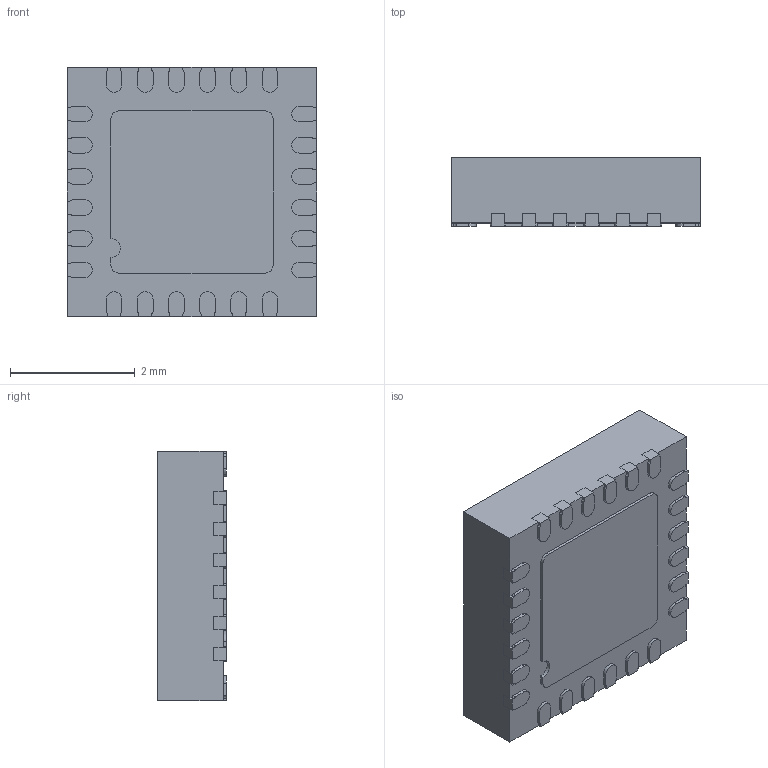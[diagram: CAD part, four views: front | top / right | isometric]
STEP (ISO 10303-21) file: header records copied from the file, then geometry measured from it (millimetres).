
FILE_DESCRIPTION (( 'STEP AP214' ), '1' );
FILE_NAME ('STSPIN820.STEP', '2023-02-25T09:05:27', ( '' ), ( '' ), 'SwSTEP 2.0', 'SolidWorks 2021', '' );
FILE_SCHEMA (( 'AUTOMOTIVE_DESIGN' ));
Length unit declared in the file: millimetre
Products named in the file (1): STSPIN820
Bounding box: 4 x 1.1 x 4 mm (x, y, z)
Volume: 17.2 mm3; surface area: 78.9 mm2
Topology: 27 solids, 27 shells, 480 faces, 1272 edges, 848 vertices
Faces by surface type: plane 310, cylinder 170
Entity records: 15164 total; most frequent: CARTESIAN_POINT 2601, DIRECTION 2574, ORIENTED_EDGE 2544, EDGE_CURVE 1272, VECTOR 932, LINE 932, VERTEX_POINT 848, AXIS2_PLACEMENT_3D 821
